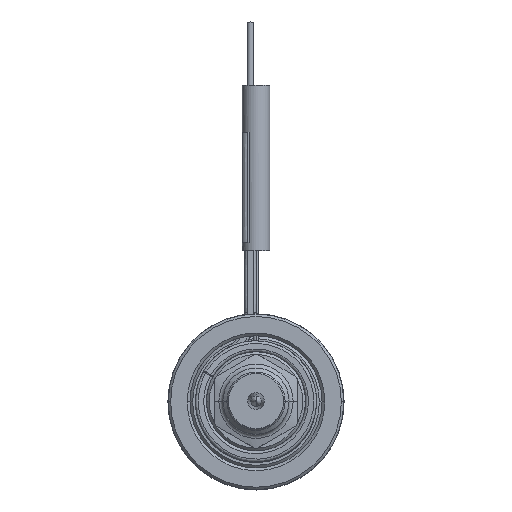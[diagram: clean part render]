
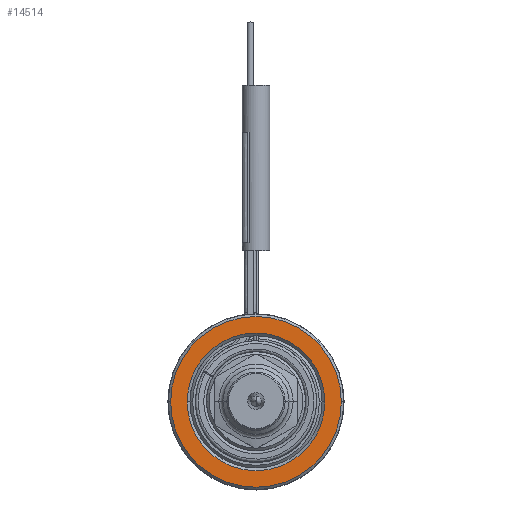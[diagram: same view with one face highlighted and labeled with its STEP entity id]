
A CAD part, top view. The second image highlights one B-rep face of the part: STEP entity #14514.
In plain terms, the highlighted planar face has unit normal (0, 0, 1).
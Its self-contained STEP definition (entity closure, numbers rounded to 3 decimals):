
#4617=CARTESIAN_POINT('',(0.,0.,25.));
#4618=DIRECTION('',(0.,0.,-1.));
#4619=DIRECTION('',(-1.,0.,0.));
#4620=AXIS2_PLACEMENT_3D('',#4617,#4618,#4619);
#4631=CARTESIAN_POINT('',(0.,0.,25.));
#4632=DIRECTION('',(0.,0.,-1.));
#4633=DIRECTION('',(1.,0.,0.));
#4634=AXIS2_PLACEMENT_3D('',#4631,#4632,#4633);
#4645=CARTESIAN_POINT('',(0.,0.,
25.));
#4646=DIRECTION('',(0.,0.,-1.));
#4647=DIRECTION('',(1.,0.,0.));
#4648=AXIS2_PLACEMENT_3D('',#4645,#4646,#4647);
#4659=CARTESIAN_POINT('',(0.,0.,25.));
#4660=DIRECTION('',(0.,0.,-1.));
#4661=DIRECTION('',(-1.,0.,0.));
#4662=AXIS2_PLACEMENT_3D('',#4659,#4660,#4661);
#6499=CARTESIAN_POINT('',(15.5,0.,25.));
#6500=CARTESIAN_POINT('',(-15.5,0.,
25.));
#6501=VERTEX_POINT('',#6499);
#6502=VERTEX_POINT('',#6500);
#6503=CARTESIAN_POINT('',(12.5,0.,25.));
#6504=CARTESIAN_POINT('',(-12.5,0.,25.));
#6505=VERTEX_POINT('',#6503);
#6506=VERTEX_POINT('',#6504);
#14499=CARTESIAN_POINT('',(0.,0.,25.));
#14500=DIRECTION('',(0.,0.,1.));
#14501=DIRECTION('',(-1.,0.,0.));
#14502=AXIS2_PLACEMENT_3D('',#14499,#14500,#14501);
#14503=PLANE('',#14502);
#14504=ORIENTED_EDGE('',*,*,#14481,.T.);
#14505=ORIENTED_EDGE('',*,*,#14466,.T.);
#14506=EDGE_LOOP('',(#14504,#14505));
#14507=FACE_OUTER_BOUND('',#14506,.F.);
#14509=ORIENTED_EDGE('',*,*,#14508,.F.);
#14511=ORIENTED_EDGE('',*,*,#14510,.F.);
#14512=EDGE_LOOP('',(#14509,#14511));
#14513=FACE_BOUND('',#14512,.F.);
#4621=CIRCLE('',#4620,15.5);
#4635=CIRCLE('',#4634,15.5);
#4649=CIRCLE('',#4648,12.5);
#4663=CIRCLE('',#4662,12.5);
#14466=EDGE_CURVE('',#6502,#6501,#4621,.T.);
#14481=EDGE_CURVE('',#6501,#6502,#4635,.T.);
#14508=EDGE_CURVE('',#6505,#6506,#4649,.T.);
#14510=EDGE_CURVE('',#6506,#6505,#4663,.T.);
#14514=ADVANCED_FACE('',(#14507,#14513),#14503,.T.);
